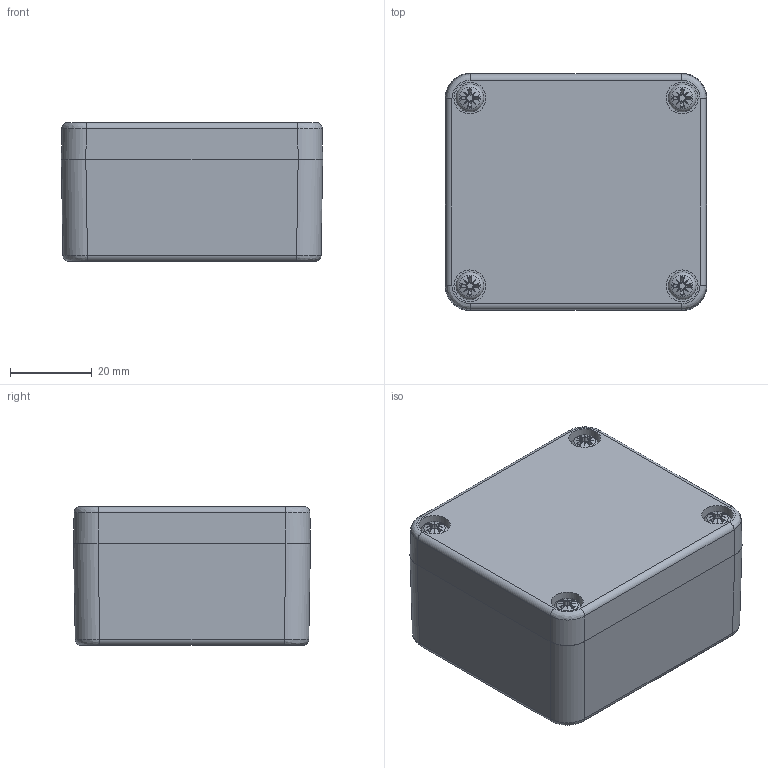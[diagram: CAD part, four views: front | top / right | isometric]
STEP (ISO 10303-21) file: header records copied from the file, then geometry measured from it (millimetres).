
FILE_DESCRIPTION((''),'2;1');
FILE_NAME('0101100200--MBA_606030_VE.stp','2014-10-20T09:52:15',('robin.rentz'),(''),'Autodesk Inventor 2012','Autodesk Inventor 2012','');
FILE_SCHEMA(('CONFIG_CONTROL_DESIGN'));
Length unit declared in the file: millimetre
Products named in the file (4): 0101100200--MBA_606030_VE; 0100100202--UT_606030-606045_VE; 0100100201--OT_606030_VE; 1990000011 Schraube A2 BM4x20_11
Assembly tree (6 placements, depth 2):
  0101100200--MBA_606030_VE
    0100100202--UT_606030-606045_VE
    0100100201--OT_606030_VE
    1990000011 Schraube A2 BM4x20_11  x4
Bounding box: 64 x 58 x 34 mm (x, y, z)
Volume: 48550 mm3; surface area: 33838.1 mm2
Topology: 6 solids, 6 shells, 869 faces, 2142 edges, 1334 vertices
Faces by surface type: plane 265, bspline 260, cylinder 150, torus 100, cone 84, sphere 10
Full cylindrical faces by diameter (mm): 3 x6, 3.242 x6, 3.3 x4, 4 x4, 4.2 x2, 4.5 x6, 4.8 x4, 6.8 x4, 7 x2, 7.5 x2, 7.8 x4, 8 x2
Entity records: 29010 total; most frequent: CARTESIAN_POINT 14870, ORIENTED_EDGE 3082, DIRECTION 2382, EDGE_CURVE 1541, VERTEX_POINT 1005, AXIS2_PLACEMENT_3D 873, EDGE_LOOP 814, FACE_OUTER_BOUND 668
